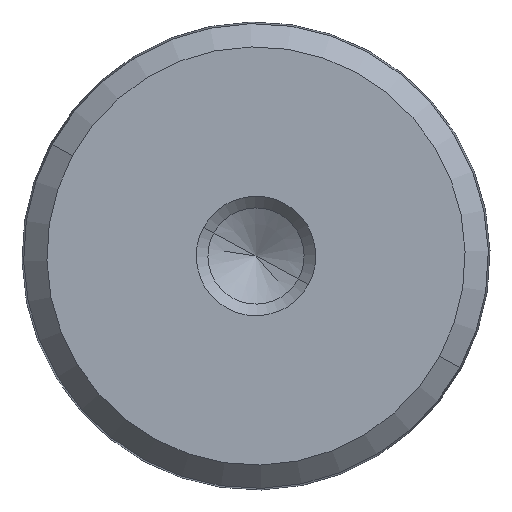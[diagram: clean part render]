
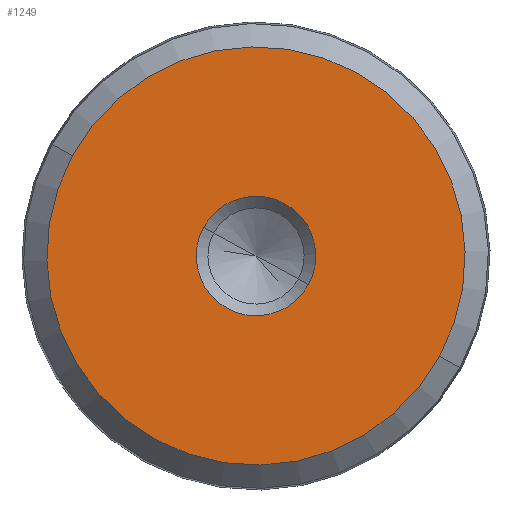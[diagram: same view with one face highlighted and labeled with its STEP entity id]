
A CAD part, left-side view. The second image highlights one B-rep face of the part: STEP entity #1249.
In plain terms, the highlighted planar face has unit normal (-1, 0, 0).
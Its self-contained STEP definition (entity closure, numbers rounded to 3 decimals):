
#1063=CARTESIAN_POINT('Vertex',(0.001,7.896,4.322)) ;
#1066=CARTESIAN_POINT('Axis2P3D Location',(0.001,0.,0.009)) ;
#1070=CARTESIAN_POINT('Vertex',(0.001,-7.896,-4.305)) ;
#1085=CARTESIAN_POINT('Axis2P3D Location',(0.001,0.,0.009)) ;
#1102=CARTESIAN_POINT('Axis2P3D Location',(0.001,0.,0.009)) ;
#1106=CARTESIAN_POINT('Vertex',(0.001,2.255,1.241)) ;
#1108=CARTESIAN_POINT('Vertex',(0.001,-2.255,-1.223)) ;
#1137=CARTESIAN_POINT('Axis2P3D Location',(0.001,0.,0.009)) ;
#1236=CARTESIAN_POINT('Axis2P3D Location',(0.001,2.57,0.009)) ;
#1067=DIRECTION('Axis2P3D Direction',(1.,0.,0.)) ;
#1086=DIRECTION('Axis2P3D Direction',(1.,0.,0.)) ;
#1103=DIRECTION('Axis2P3D Direction',(-1.,0.,0.)) ;
#1138=DIRECTION('Axis2P3D Direction',(-1.,0.,0.)) ;
#1237=DIRECTION('Axis2P3D Direction',(1.,0.,0.)) ;
#1238=DIRECTION('Axis2P3D XDirection',(0.,1.,0.)) ;
#1068=AXIS2_PLACEMENT_3D('Circle Axis2P3D',#1066,#1067,$) ;
#1087=AXIS2_PLACEMENT_3D('Circle Axis2P3D',#1085,#1086,$) ;
#1104=AXIS2_PLACEMENT_3D('Circle Axis2P3D',#1102,#1103,$) ;
#1139=AXIS2_PLACEMENT_3D('Circle Axis2P3D',#1137,#1138,$) ;
#1239=AXIS2_PLACEMENT_3D('Plane Axis2P3D',#1236,#1237,#1238) ;
#1242=ORIENTED_EDGE('',*,*,#1072,.F.) ;
#1243=ORIENTED_EDGE('',*,*,#1089,.F.) ;
#1246=ORIENTED_EDGE('',*,*,#1141,.T.) ;
#1247=ORIENTED_EDGE('',*,*,#1110,.T.) ;
#1248=FACE_BOUND('',#1245,.T.) ;
#1249=ADVANCED_FACE('Hauptk\X2\00F6\X0\rper',(#1244,#1248),#1240,.F.) ;
#1069=CIRCLE('generated circle',#1068,8.998) ;
#1088=CIRCLE('generated circle',#1087,8.998) ;
#1105=CIRCLE('generated circle',#1104,2.57) ;
#1140=CIRCLE('generated circle',#1139,2.57) ;
#1072=EDGE_CURVE('',#1064,#1071,#1069,.T.) ;
#1089=EDGE_CURVE('',#1071,#1064,#1088,.T.) ;
#1110=EDGE_CURVE('',#1107,#1109,#1105,.F.) ;
#1141=EDGE_CURVE('',#1109,#1107,#1140,.F.) ;
#1241=EDGE_LOOP('',(#1242,#1243)) ;
#1245=EDGE_LOOP('',(#1246,#1247)) ;
#1244=FACE_OUTER_BOUND('',#1241,.T.) ;
#1240=PLANE('',#1239) ;
#1064=VERTEX_POINT('',#1063) ;
#1071=VERTEX_POINT('',#1070) ;
#1107=VERTEX_POINT('',#1106) ;
#1109=VERTEX_POINT('',#1108) ;
